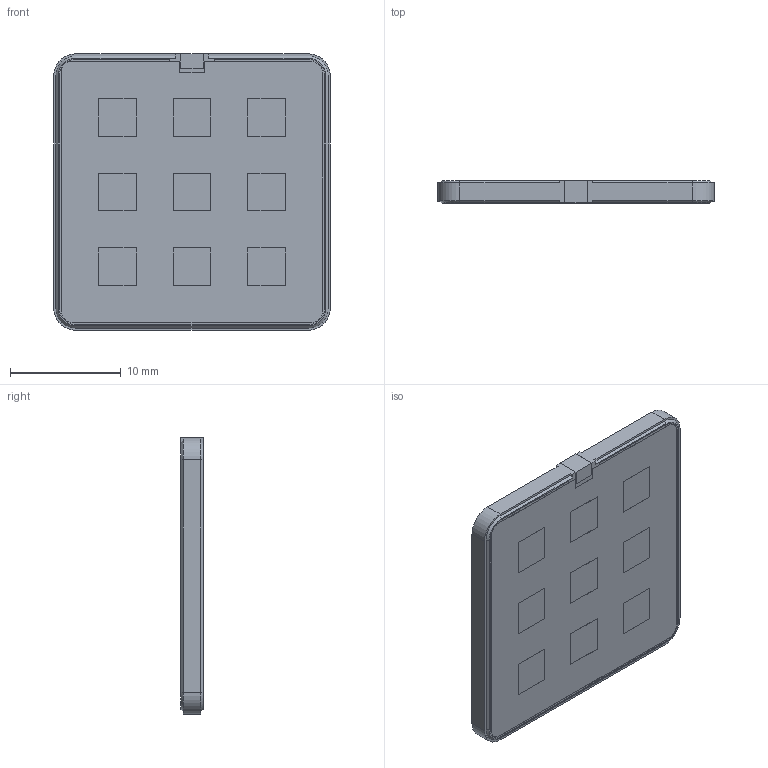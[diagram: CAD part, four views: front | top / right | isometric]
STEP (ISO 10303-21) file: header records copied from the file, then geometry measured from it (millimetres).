
FILE_DESCRIPTION (( 'STEP AP214' ), '1' );
FILE_NAME ('SGGP252B_Web.STEP', '2024-12-03T01:44:58', ( '' ), ( '' ), 'SwSTEP 2.0', 'SolidWorks 2022', '' );
FILE_SCHEMA (( 'AUTOMOTIVE_DESIGN' ));
Length unit declared in the file: millimetre
Products named in the file (1): SGGP252B_Web
Bounding box: 25 x 2.04 x 25.01 mm (x, y, z)
Volume: 1246.8 mm3; surface area: 1419.9 mm2
Topology: 1 solids, 1 shells, 412 faces, 1119 edges, 744 vertices
Faces by surface type: plane 237, bspline 154, cylinder 13, cone 8
Entity records: 20343 total; most frequent: CARTESIAN_POINT 7338, ORIENTED_EDGE 2238, DIRECTION 1373, EDGE_CURVE 1119, LINE 767, VECTOR 767, VERTEX_POINT 744, EDGE_LOOP 447
